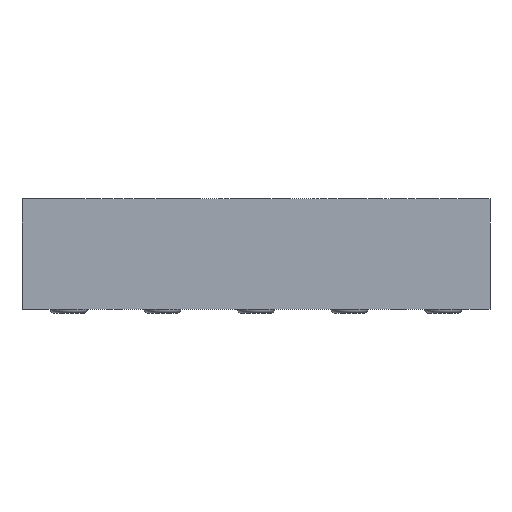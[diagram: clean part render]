
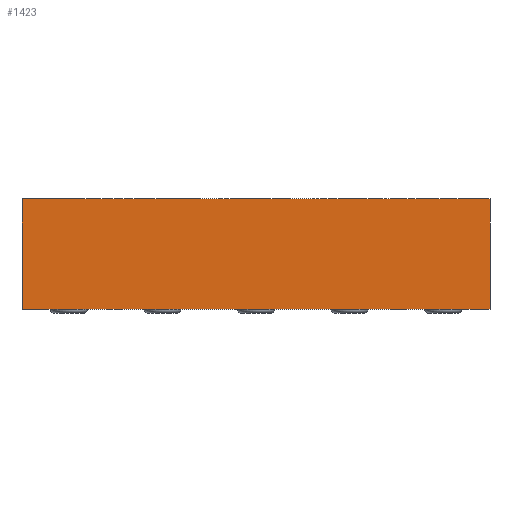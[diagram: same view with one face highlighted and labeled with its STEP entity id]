
A CAD part, left-side view. The second image highlights one B-rep face of the part: STEP entity #1423.
In plain terms, the highlighted planar face has unit normal (-1, 0, 0).
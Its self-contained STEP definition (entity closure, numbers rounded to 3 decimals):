
#79=LINE('',#2420,#150);
#80=LINE('',#2423,#151);
#81=LINE('',#2425,#152);
#82=LINE('',#2426,#153);
#150=VECTOR('',#1995,10.);
#151=VECTOR('',#1998,10.);
#152=VECTOR('',#1999,10.);
#153=VECTOR('',#2000,10.);
#280=PLANE('',#1623);
#348=FACE_OUTER_BOUND('',#449,.T.);
#449=EDGE_LOOP('',(#1135,#1136,#1137,#1138));
#716=VERTEX_POINT('',#2416);
#717=VERTEX_POINT('',#2418);
#718=VERTEX_POINT('',#2422);
#719=VERTEX_POINT('',#2424);
#876=EDGE_CURVE('',#716,#717,#79,.T.);
#877=EDGE_CURVE('',#718,#716,#80,.T.);
#878=EDGE_CURVE('',#719,#717,#81,.T.);
#879=EDGE_CURVE('',#718,#719,#82,.T.);
#1135=ORIENTED_EDGE('',*,*,#877,.T.);
#1136=ORIENTED_EDGE('',*,*,#876,.T.);
#1137=ORIENTED_EDGE('',*,*,#878,.F.);
#1138=ORIENTED_EDGE('',*,*,#879,.F.);
#1423=ADVANCED_FACE('',(#348),#280,.T.);
#1623=AXIS2_PLACEMENT_3D('',#2421,#1996,#1997);
#1995=DIRECTION('',(0.,0.,1.));
#1996=DIRECTION('center_axis',(-1.,0.,0.));
#1997=DIRECTION('ref_axis',(0.,-1.,0.));
#1998=DIRECTION('',(0.,-1.,0.));
#1999=DIRECTION('',(0.,-1.,0.));
#2000=DIRECTION('',(0.,0.,1.));
#2416=CARTESIAN_POINT('',(-42.5,-63.5,0.));
#2418=CARTESIAN_POINT('',(-42.5,-63.5,30.));
#2420=CARTESIAN_POINT('',(-42.5,-63.5,0.));
#2421=CARTESIAN_POINT('Origin',(-42.5,63.5,0.));
#2422=CARTESIAN_POINT('',(-42.5,63.5,0.));
#2423=CARTESIAN_POINT('',(-42.5,63.5,0.));
#2424=CARTESIAN_POINT('',(-42.5,63.5,30.));
#2425=CARTESIAN_POINT('',(-42.5,63.5,30.));
#2426=CARTESIAN_POINT('',(-42.5,63.5,0.));
